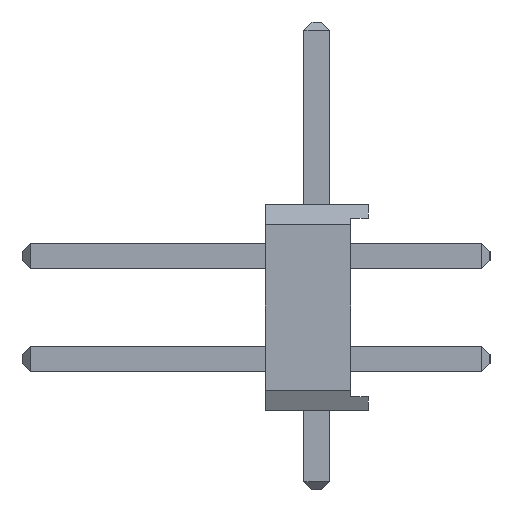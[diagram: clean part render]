
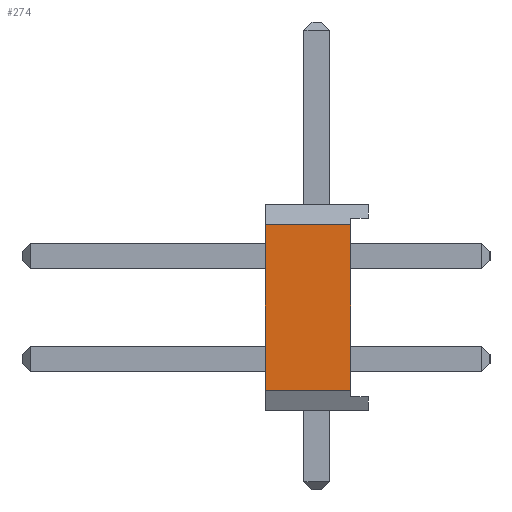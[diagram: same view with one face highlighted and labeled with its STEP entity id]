
A CAD part, left-side view. The second image highlights one B-rep face of the part: STEP entity #274.
In plain terms, the highlighted planar face has unit normal (-1, 0, 0).
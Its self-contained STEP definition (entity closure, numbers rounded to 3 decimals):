
#274 = ADVANCED_FACE( '', ( #763 ), #764, .T. );
#763 = FACE_OUTER_BOUND( '', #1511, .T. );
#764 = PLANE( '', #1512 );
#1511 = EDGE_LOOP( '', ( #2333, #2334, #2335, #2336 ) );
#1512 = AXIS2_PLACEMENT_3D( '', #2337, #2338, #2339 );
#2333 = ORIENTED_EDGE( '', *, *, #4416, .F. );
#2334 = ORIENTED_EDGE( '', *, *, #4417, .T. );
#2335 = ORIENTED_EDGE( '', *, *, #4418, .T. );
#2336 = ORIENTED_EDGE( '', *, *, #4419, .T. );
#2337 = CARTESIAN_POINT( '', ( -13.97, 0., 0. ) );
#2338 = DIRECTION( '', ( -1., 0., 0. ) );
#2339 = DIRECTION( '', ( 0., 0., 1. ) );
#4416 = EDGE_CURVE( '', #5305, #5306, #5307, .T. );
#4417 = EDGE_CURVE( '', #5305, #5308, #5309, .T. );
#4418 = EDGE_CURVE( '', #5308, #5310, #5311, .T. );
#4419 = EDGE_CURVE( '', #5310, #5306, #5312, .T. );
#5305 = VERTEX_POINT( '', #6612 );
#5306 = VERTEX_POINT( '', #6613 );
#5307 = LINE( '', #6614, #6615 );
#5308 = VERTEX_POINT( '', #6616 );
#5309 = LINE( '', #6617, #6618 );
#5310 = VERTEX_POINT( '', #6619 );
#5311 = LINE( '', #6620, #6621 );
#5312 = LINE( '', #6622, #6623 );
#6612 = CARTESIAN_POINT( '', ( -13.97, -0.832, -3.31 ) );
#6613 = CARTESIAN_POINT( '', ( -13.97, 1.27, -3.31 ) );
#6614 = CARTESIAN_POINT( '', ( -13.97, 0., -3.31 ) );
#6615 = VECTOR( '', #8395, 1000. );
#6616 = CARTESIAN_POINT( '', ( -13.97, -0.832, 0.77 ) );
#6617 = CARTESIAN_POINT( '', ( -13.97, -0.832, 0. ) );
#6618 = VECTOR( '', #8396, 1000. );
#6619 = CARTESIAN_POINT( '', ( -13.97, 1.27, 0.77 ) );
#6620 = CARTESIAN_POINT( '', ( -13.97, 0., 0.77 ) );
#6621 = VECTOR( '', #8397, 1000. );
#6622 = CARTESIAN_POINT( '', ( -13.97, 1.27, 1.27 ) );
#6623 = VECTOR( '', #8398, 1000. );
#8395 = DIRECTION( '', ( 0., 1., 0. ) );
#8396 = DIRECTION( '', ( 0., 0., 1. ) );
#8397 = DIRECTION( '', ( 0., 1., 0. ) );
#8398 = DIRECTION( '', ( 0., 0., -1. ) );
